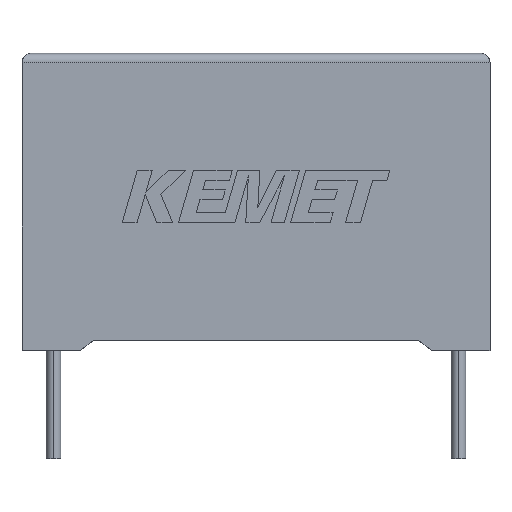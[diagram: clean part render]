
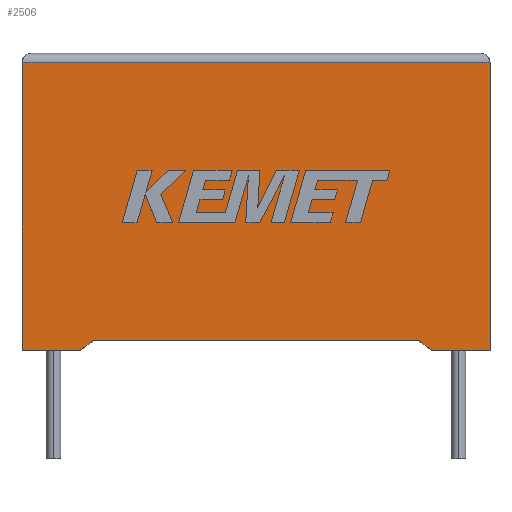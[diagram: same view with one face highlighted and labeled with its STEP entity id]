
A CAD part, top view. The second image highlights one B-rep face of the part: STEP entity #2506.
In plain terms, the highlighted planar face has unit normal (0, 0, 1).
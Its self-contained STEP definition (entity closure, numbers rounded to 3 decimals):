
#25 = DIRECTION ( 'NONE',  ( -1., 0., 0. ) ) ;
#169 = ORIENTED_EDGE ( 'NONE', *, *, #1907, .T. ) ;
#231 = ORIENTED_EDGE ( 'NONE', *, *, #2387, .T. ) ;
#260 = DIRECTION ( 'NONE',  ( -0.785, -0.619, 0. ) ) ;
#412 = AXIS2_PLACEMENT_3D ( 'NONE', #1878, #1859, #25 ) ;
#436 = CARTESIAN_POINT ( 'NONE',  ( 0., 16., 7. ) ) ;
#467 = VECTOR ( 'NONE', #1539, 1000. ) ;
#575 = FACE_OUTER_BOUND ( 'NONE', #2213, .T. ) ;
#584 = CARTESIAN_POINT ( 'NONE',  ( 26., 0., 7. ) ) ;
#692 = ORIENTED_EDGE ( 'NONE', *, *, #2919, .T. ) ;
#850 = VECTOR ( 'NONE', #260, 1000. ) ;
#909 = CARTESIAN_POINT ( 'NONE',  ( 0., 16., 7. ) ) ;
#926 = CARTESIAN_POINT ( 'NONE',  ( 3.25, 0., 7. ) ) ;
#1064 = ORIENTED_EDGE ( 'NONE', *, *, #2942, .F. ) ;
#1181 = CARTESIAN_POINT ( 'NONE',  ( 3.972, 0.569, 7. ) ) ;
#1214 = PLANE ( 'NONE',  #412 ) ;
#1217 = EDGE_CURVE ( 'NONE', #1831, #2844, #2995, .T. ) ;
#1233 = VECTOR ( 'NONE', #2066, 1000. ) ;
#1304 = EDGE_CURVE ( 'NONE', #1406, #1347, #1664, .T. ) ;
#1347 = VERTEX_POINT ( 'NONE', #1181 ) ;
#1366 = VECTOR ( 'NONE', #2283, 1000. ) ;
#1392 = ORIENTED_EDGE ( 'NONE', *, *, #1304, .F. ) ;
#1406 = VERTEX_POINT ( 'NONE', #1835 ) ;
#1414 = LINE ( 'NONE', #2846, #850 ) ;
#1434 = EDGE_CURVE ( 'NONE', #2661, #2575, #2753, .T. ) ;
#1539 = DIRECTION ( 'NONE',  ( 0., -1., 0. ) ) ;
#1597 = EDGE_CURVE ( 'NONE', #2945, #1817, #2605, .T. ) ;
#1615 = CARTESIAN_POINT ( 'NONE',  ( 13., 0.569, 7. ) ) ;
#1617 = CARTESIAN_POINT ( 'NONE',  ( 26., 16., 7. ) ) ;
#1643 = DIRECTION ( 'NONE',  ( 1., 0., 0. ) ) ;
#1664 = LINE ( 'NONE', #1615, #1758 ) ;
#1758 = VECTOR ( 'NONE', #2087, 1000. ) ;
#1817 = VERTEX_POINT ( 'NONE', #584 ) ;
#1831 = VERTEX_POINT ( 'NONE', #1617 ) ;
#1835 = CARTESIAN_POINT ( 'NONE',  ( 22.028, 0.569, 7. ) ) ;
#1859 = DIRECTION ( 'NONE',  ( 0., 0., -1. ) ) ;
#1874 = DIRECTION ( 'NONE',  ( 0.785, -0.619, 0. ) ) ;
#1878 = CARTESIAN_POINT ( 'NONE',  ( 0., 0., 7. ) ) ;
#1907 = EDGE_CURVE ( 'NONE', #1817, #1831, #2465, .T. ) ;
#1911 = VECTOR ( 'NONE', #1643, 1000. ) ;
#2010 = VECTOR ( 'NONE', #2246, 1000. ) ;
#2066 = DIRECTION ( 'NONE',  ( 1., 0., 0. ) ) ;
#2087 = DIRECTION ( 'NONE',  ( -1., 0., 0. ) ) ;
#2213 = EDGE_LOOP ( 'NONE', ( #169, #2472, #231, #3033, #1064, #1392, #692, #2941 ) ) ;
#2215 = VECTOR ( 'NONE', #1874, 1000. ) ;
#2224 = CARTESIAN_POINT ( 'NONE',  ( 0., 0., 7. ) ) ;
#2246 = DIRECTION ( 'NONE',  ( 0., 1., 0. ) ) ;
#2268 = CARTESIAN_POINT ( 'NONE',  ( 26., 0., 7. ) ) ;
#2283 = DIRECTION ( 'NONE',  ( -1., 0., 0. ) ) ;
#2363 = CARTESIAN_POINT ( 'NONE',  ( 22.75, 0., 7. ) ) ;
#2374 = LINE ( 'NONE', #2363, #2215 ) ;
#2387 = EDGE_CURVE ( 'NONE', #2844, #2661, #2454, .T. ) ;
#2454 = LINE ( 'NONE', #2224, #467 ) ;
#2458 = CARTESIAN_POINT ( 'NONE',  ( 0., 0., 7. ) ) ;
#2465 = LINE ( 'NONE', #2268, #2010 ) ;
#2472 = ORIENTED_EDGE ( 'NONE', *, *, #1217, .T. ) ;
#2506 = ADVANCED_FACE ( 'NONE', ( #575 ), #1214, .F. ) ;
#2545 = CARTESIAN_POINT ( 'NONE',  ( 22.75, 0., 7. ) ) ;
#2575 = VERTEX_POINT ( 'NONE', #926 ) ;
#2605 = LINE ( 'NONE', #3044, #1911 ) ;
#2661 = VERTEX_POINT ( 'NONE', #2458 ) ;
#2753 = LINE ( 'NONE', #2978, #1233 ) ;
#2844 = VERTEX_POINT ( 'NONE', #909 ) ;
#2846 = CARTESIAN_POINT ( 'NONE',  ( 3.25, 0., 7. ) ) ;
#2919 = EDGE_CURVE ( 'NONE', #1406, #2945, #2374, .T. ) ;
#2941 = ORIENTED_EDGE ( 'NONE', *, *, #1597, .T. ) ;
#2942 = EDGE_CURVE ( 'NONE', #1347, #2575, #1414, .T. ) ;
#2945 = VERTEX_POINT ( 'NONE', #2545 ) ;
#2978 = CARTESIAN_POINT ( 'NONE',  ( 0., 0., 7. ) ) ;
#2995 = LINE ( 'NONE', #436, #1366 ) ;
#3033 = ORIENTED_EDGE ( 'NONE', *, *, #1434, .T. ) ;
#3044 = CARTESIAN_POINT ( 'NONE',  ( 0., 0., 7. ) ) ;
